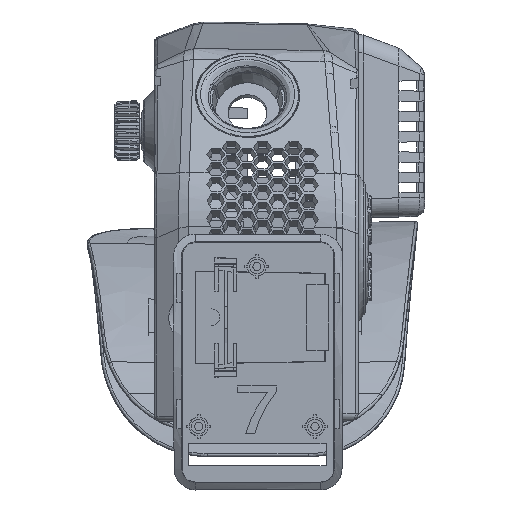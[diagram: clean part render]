
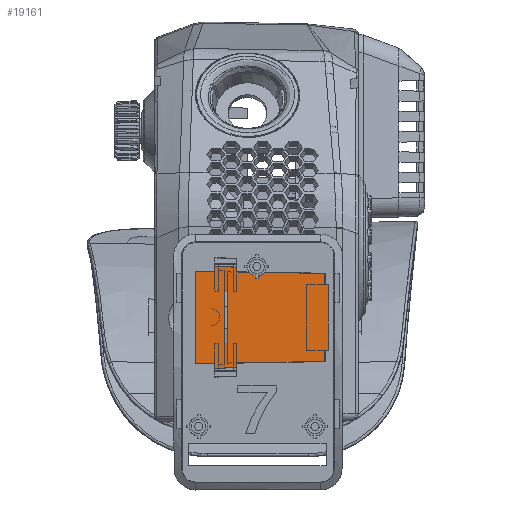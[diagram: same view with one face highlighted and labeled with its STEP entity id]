
A CAD part, left-side view. The second image highlights one B-rep face of the part: STEP entity #19161.
In plain terms, the highlighted planar face has unit normal (-1, -0.018, 0).
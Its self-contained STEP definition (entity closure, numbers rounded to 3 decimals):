
#3362=PLANE('',#89219);
#19161=ADVANCED_FACE('',(#24013),#3362,.T.);
#24013=FACE_OUTER_BOUND('',#28747,.T.);
#28747=EDGE_LOOP('',(#45410,#45411,#45412,#45413));
#34042=B_SPLINE_CURVE_WITH_KNOTS('',3,(#152683,#152684,#152685,#152686),
 .UNSPECIFIED.,.F.,.F.,(4,4),(0.,1.),.UNSPECIFIED.);
#34063=B_SPLINE_CURVE_WITH_KNOTS('',3,(#152907,#152908,#152909,#152910,
#152911,#152912,#152913,#152914,#152915,#152916),.UNSPECIFIED.,.F.,.F.,
(4,3,3,4),(0.,0.232,0.616,1.),.UNSPECIFIED.);
#34064=B_SPLINE_CURVE_WITH_KNOTS('',3,(#152925,#152926,#152927,#152928,
#152929,#152930,#152931,#152932,#152933,#152934),.UNSPECIFIED.,.F.,.F.,
(4,3,3,4),(0.,0.232,0.616,1.),.UNSPECIFIED.);
#34067=B_SPLINE_CURVE_WITH_KNOTS('',3,(#152959,#152960,#152961,#152962),
 .UNSPECIFIED.,.F.,.F.,(4,4),(0.,1.),.UNSPECIFIED.);
#45410=ORIENTED_EDGE('',*,*,#76858,.F.);
#45411=ORIENTED_EDGE('',*,*,#76862,.F.);
#45412=ORIENTED_EDGE('',*,*,#76859,.F.);
#45413=ORIENTED_EDGE('',*,*,#76827,.T.);
#66933=VERTEX_POINT('',#152687);
#66934=VERTEX_POINT('',#152688);
#66956=VERTEX_POINT('',#152906);
#66957=VERTEX_POINT('',#152935);
#76827=EDGE_CURVE('',#66933,#66934,#34042,.T.);
#76858=EDGE_CURVE('',#66956,#66934,#34063,.T.);
#76859=EDGE_CURVE('',#66933,#66957,#34064,.T.);
#76862=EDGE_CURVE('',#66957,#66956,#34067,.T.);
#89219=AXIS2_PLACEMENT_3D('',#152963,#96755,#96756);
#96755=DIRECTION('',(-1.,-0.017,0.));
#96756=DIRECTION('',(-0.017,1.,0.));
#152683=CARTESIAN_POINT('',(-92.667,-1189.491,365.053));
#152684=CARTESIAN_POINT('',(-92.667,-1189.491,358.025));
#152685=CARTESIAN_POINT('',(-92.667,-1189.491,350.997));
#152686=CARTESIAN_POINT('',(-92.667,-1189.491,343.969));
#152687=CARTESIAN_POINT('',(-92.667,-1189.491,365.053));
#152688=CARTESIAN_POINT('',(-92.667,-1189.491,343.969));
#152906=CARTESIAN_POINT('',(-92.169,-1217.986,344.453));
#152907=CARTESIAN_POINT('',(-92.169,-1217.986,344.453));
#152908=CARTESIAN_POINT('',(-92.208,-1215.778,344.416));
#152909=CARTESIAN_POINT('',(-92.246,-1213.57,344.378));
#152910=CARTESIAN_POINT('',(-92.285,-1211.362,344.34));
#152911=CARTESIAN_POINT('',(-92.349,-1207.716,344.278));
#152912=CARTESIAN_POINT('',(-92.412,-1204.071,344.216));
#152913=CARTESIAN_POINT('',(-92.476,-1200.426,344.154));
#152914=CARTESIAN_POINT('',(-92.54,-1196.781,344.092));
#152915=CARTESIAN_POINT('',(-92.603,-1193.136,344.031));
#152916=CARTESIAN_POINT('',(-92.667,-1189.491,343.969));
#152925=CARTESIAN_POINT('',(-92.667,-1189.491,365.053));
#152926=CARTESIAN_POINT('',(-92.628,-1191.699,365.016));
#152927=CARTESIAN_POINT('',(-92.59,-1193.907,364.978));
#152928=CARTESIAN_POINT('',(-92.551,-1196.115,364.94));
#152929=CARTESIAN_POINT('',(-92.488,-1199.76,364.879));
#152930=CARTESIAN_POINT('',(-92.424,-1203.405,364.817));
#152931=CARTESIAN_POINT('',(-92.36,-1207.05,364.755));
#152932=CARTESIAN_POINT('',(-92.297,-1210.695,364.693));
#152933=CARTESIAN_POINT('',(-92.233,-1214.341,364.631));
#152934=CARTESIAN_POINT('',(-92.169,-1217.986,364.569));
#152935=CARTESIAN_POINT('',(-92.169,-1217.986,364.569));
#152959=CARTESIAN_POINT('',(-92.169,-1217.986,364.569));
#152960=CARTESIAN_POINT('',(-92.169,-1217.986,357.863));
#152961=CARTESIAN_POINT('',(-92.169,-1217.986,351.158));
#152962=CARTESIAN_POINT('',(-92.169,-1217.986,344.453));
#152963=CARTESIAN_POINT('',(-92.099,-1222.038,374.39));
